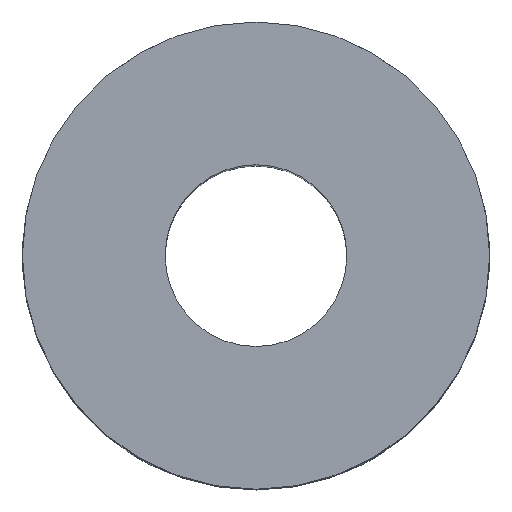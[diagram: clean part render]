
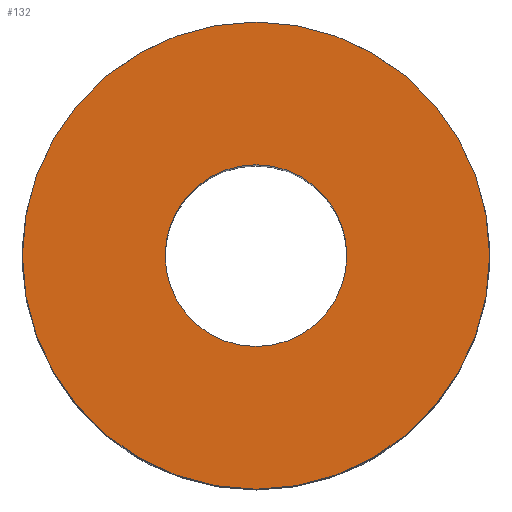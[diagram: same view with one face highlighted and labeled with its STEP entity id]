
A CAD part, top view. The second image highlights one B-rep face of the part: STEP entity #132.
In plain terms, the highlighted planar face has unit normal (0, 0, 1).
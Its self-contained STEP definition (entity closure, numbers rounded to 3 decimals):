
#132=ADVANCED_FACE('',(#238,#239),#240,.T.);
#238=FACE_BOUND('',#331,.T.);
#239=FACE_OUTER_BOUND('',#332,.T.);
#240=PLANE('',#333);
#313=EDGE_CURVE('',#598,#595,#599,.T.);
#318=EDGE_CURVE('',#595,#598,#605,.T.);
#331=EDGE_LOOP('',(#642,#643));
#332=EDGE_LOOP('',(#644,#645));
#333=AXIS2_PLACEMENT_3D('',#646,#647,#648);
#595=VERTEX_POINT('',#750);
#598=VERTEX_POINT('',#754);
#599=CIRCLE('',#755,17.5);
#605=CIRCLE('',#762,17.5);
#642=ORIENTED_EDGE('',*,*,#318,.T.);
#643=ORIENTED_EDGE('',*,*,#313,.T.);
#644=ORIENTED_EDGE('',*,*,#774,.F.);
#645=ORIENTED_EDGE('',*,*,#767,.F.);
#646=CARTESIAN_POINT('',(225.0,785.0,0.0));
#647=DIRECTION('',(0.0,0.0,1.0));
#648=DIRECTION('',(1.0,0.0,0.0));
#750=CARTESIAN_POINT('',(242.5,785.0,0.0));
#754=CARTESIAN_POINT('',(207.5,785.0,0.0));
#755=AXIS2_PLACEMENT_3D('',#921,#922,#923);
#762=AXIS2_PLACEMENT_3D('',#931,#932,#933);
#767=EDGE_CURVE('',#939,#935,#941,.T.);
#774=EDGE_CURVE('',#935,#939,#952,.T.);
#921=CARTESIAN_POINT('',(225.0,785.0,0.0));
#922=DIRECTION('',(0.0,0.0,-1.0));
#923=DIRECTION('',(1.0,0.0,0.0));
#931=CARTESIAN_POINT('',(225.0,785.0,0.0));
#932=DIRECTION('',(0.0,0.0,-1.0));
#933=DIRECTION('',(1.0,0.0,0.0));
#935=VERTEX_POINT('',#1135);
#939=VERTEX_POINT('',#1140);
#941=CIRCLE('',#1143,45.0);
#952=CIRCLE('',#1156,45.0);
#1135=CARTESIAN_POINT('',(270.0,785.0,0.0));
#1140=CARTESIAN_POINT('',(180.0,785.0,0.0));
#1143=AXIS2_PLACEMENT_3D('',#1297,#1298,#1299);
#1156=AXIS2_PLACEMENT_3D('',#1314,#1315,#1316);
#1297=CARTESIAN_POINT('',(225.0,785.0,0.0));
#1298=DIRECTION('',(0.0,0.0,-1.0));
#1299=DIRECTION('',(1.0,0.0,0.0));
#1314=CARTESIAN_POINT('',(225.0,785.0,0.0));
#1315=DIRECTION('',(0.0,0.0,-1.0));
#1316=DIRECTION('',(1.0,0.0,0.0));
